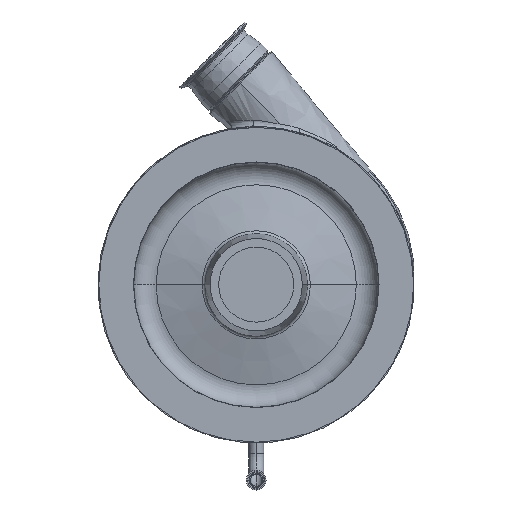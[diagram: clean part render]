
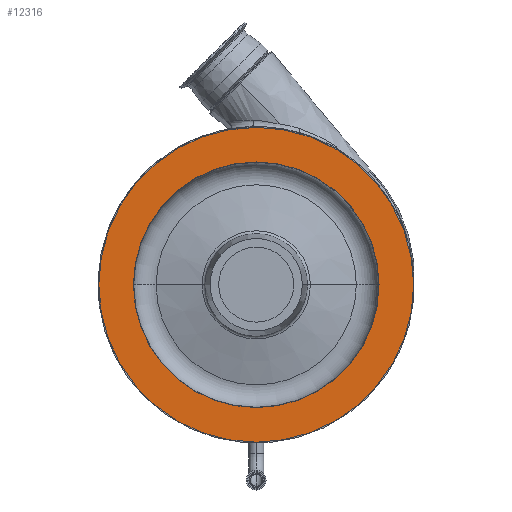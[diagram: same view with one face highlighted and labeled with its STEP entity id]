
A CAD part, top view. The second image highlights one B-rep face of the part: STEP entity #12316.
In plain terms, the highlighted planar face has unit normal (0, 0, 1).
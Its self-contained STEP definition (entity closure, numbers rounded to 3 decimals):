
#63 = AXIS2_PLACEMENT_3D ( 'NONE', #1112, #12208, #133 ) ;
#133 = DIRECTION ( 'NONE',  ( 1., 0., 0. ) ) ;
#169 = CARTESIAN_POINT ( 'NONE',  ( 0., 0., 257. ) ) ;
#262 = ORIENTED_EDGE ( 'NONE', *, *, #11605, .F. ) ;
#550 = FACE_BOUND ( 'NONE', #9346, .T. ) ;
#896 = VERTEX_POINT ( 'NONE', #7196 ) ;
#1094 = CARTESIAN_POINT ( 'NONE',  ( 0., 0., 257. ) ) ;
#1112 = CARTESIAN_POINT ( 'NONE',  ( 0., 158.354, 257. ) ) ;
#1285 = VERTEX_POINT ( 'NONE', #8598 ) ;
#1835 = VERTEX_POINT ( 'NONE', #4295 ) ;
#1931 = AXIS2_PLACEMENT_3D ( 'NONE', #12589, #3650, #7675 ) ;
#2189 = CIRCLE ( 'NONE', #7983, 158.354 ) ;
#3650 = DIRECTION ( 'NONE',  ( 0., 0., -1. ) ) ;
#3802 = CIRCLE ( 'NONE', #5268, 203. ) ;
#4295 = CARTESIAN_POINT ( 'NONE',  ( -203., 0., 257. ) ) ;
#4523 = FACE_OUTER_BOUND ( 'NONE', #10418, .T. ) ;
#4940 = EDGE_CURVE ( 'NONE', #1285, #9616, #2189, .T. ) ;
#5008 = DIRECTION ( 'NONE',  ( 0., 0., -1. ) ) ;
#5259 = CARTESIAN_POINT ( 'NONE',  ( 0., 0., 257. ) ) ;
#5268 = AXIS2_PLACEMENT_3D ( 'NONE', #5259, #7326, #6301 ) ;
#5784 = ORIENTED_EDGE ( 'NONE', *, *, #11816, .T. ) ;
#6123 = DIRECTION ( 'NONE',  ( -1., 0., 0. ) ) ;
#6301 = DIRECTION ( 'NONE',  ( -1., 0., 0. ) ) ;
#7127 = DIRECTION ( 'NONE',  ( 0., 0., -1. ) ) ;
#7196 = CARTESIAN_POINT ( 'NONE',  ( 203., 0., 257. ) ) ;
#7228 = ORIENTED_EDGE ( 'NONE', *, *, #4940, .T. ) ;
#7326 = DIRECTION ( 'NONE',  ( 0., 0., -1. ) ) ;
#7675 = DIRECTION ( 'NONE',  ( -1., 0., 0. ) ) ;
#7983 = AXIS2_PLACEMENT_3D ( 'NONE', #1094, #5008, #6123 ) ;
#8132 = PLANE ( 'NONE',  #63 ) ;
#8364 = DIRECTION ( 'NONE',  ( -1., 0., 0. ) ) ;
#8598 = CARTESIAN_POINT ( 'NONE',  ( -158.354, 0., 257. ) ) ;
#9182 = AXIS2_PLACEMENT_3D ( 'NONE', #169, #7127, #8364 ) ;
#9346 = EDGE_LOOP ( 'NONE', ( #7228, #5784 ) ) ;
#9595 = CIRCLE ( 'NONE', #1931, 203. ) ;
#9616 = VERTEX_POINT ( 'NONE', #12033 ) ;
#10418 = EDGE_LOOP ( 'NONE', ( #262, #11783 ) ) ;
#11415 = CIRCLE ( 'NONE', #9182, 158.354 ) ;
#11605 = EDGE_CURVE ( 'NONE', #1835, #896, #9595, .T. ) ;
#11783 = ORIENTED_EDGE ( 'NONE', *, *, #11831, .F. ) ;
#11816 = EDGE_CURVE ( 'NONE', #9616, #1285, #11415, .T. ) ;
#11831 = EDGE_CURVE ( 'NONE', #896, #1835, #3802, .T. ) ;
#12033 = CARTESIAN_POINT ( 'NONE',  ( 158.354, 0., 257. ) ) ;
#12208 = DIRECTION ( 'NONE',  ( 0., 0., 1. ) ) ;
#12316 = ADVANCED_FACE ( 'NONE', ( #550, #4523 ), #8132, .T. ) ;
#12589 = CARTESIAN_POINT ( 'NONE',  ( 0., 0., 257. ) ) ;
